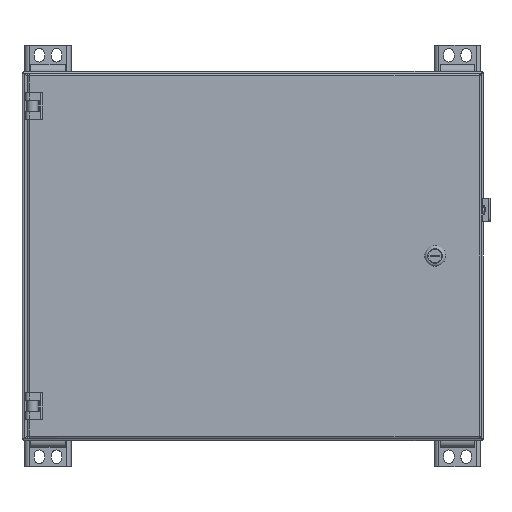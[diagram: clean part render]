
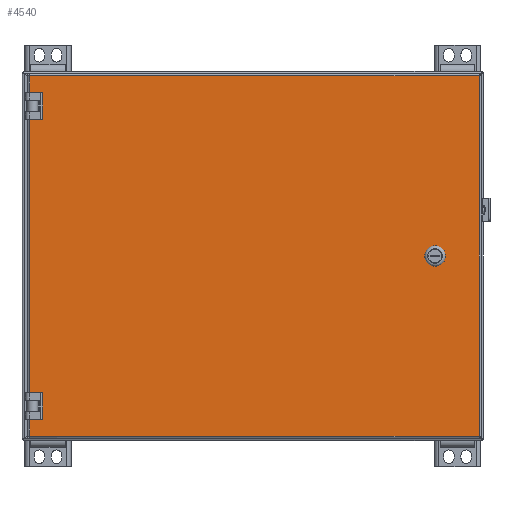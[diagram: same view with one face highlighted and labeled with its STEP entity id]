
A CAD part, front view. The second image highlights one B-rep face of the part: STEP entity #4540.
In plain terms, the highlighted planar face has unit normal (0, -1, 0).
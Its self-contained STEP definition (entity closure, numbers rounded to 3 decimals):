
#4540 = ADVANCED_FACE( '', ( #10486, #10487 ), #10488, .T. );
#10486 = FACE_BOUND( '', #24953, .T. );
#10487 = FACE_OUTER_BOUND( '', #24954, .T. );
#10488 = PLANE( '', #24955 );
#24953 = EDGE_LOOP( '', ( #61716, #61717, #61718, #61719 ) );
#24954 = EDGE_LOOP( '', ( #61720, #61721, #61722, #61723, #61724, #61725, #61726, #61727, #61728, #61729, #61730, #61731 ) );
#24955 = AXIS2_PLACEMENT_3D( '', #61732, #61733, #61734 );
#61716 = ORIENTED_EDGE( '', *, *, #84294, .F. );
#61717 = ORIENTED_EDGE( '', *, *, #82564, .F. );
#61718 = ORIENTED_EDGE( '', *, *, #82064, .F. );
#61719 = ORIENTED_EDGE( '', *, *, #84295, .F. );
#61720 = ORIENTED_EDGE( '', *, *, #84296, .F. );
#61721 = ORIENTED_EDGE( '', *, *, #84297, .F. );
#61722 = ORIENTED_EDGE( '', *, *, #84298, .F. );
#61723 = ORIENTED_EDGE( '', *, *, #84299, .F. );
#61724 = ORIENTED_EDGE( '', *, *, #84300, .F. );
#61725 = ORIENTED_EDGE( '', *, *, #84301, .F. );
#61726 = ORIENTED_EDGE( '', *, *, #82830, .F. );
#61727 = ORIENTED_EDGE( '', *, *, #84302, .T. );
#61728 = ORIENTED_EDGE( '', *, *, #84303, .F. );
#61729 = ORIENTED_EDGE( '', *, *, #83375, .F. );
#61730 = ORIENTED_EDGE( '', *, *, #84304, .F. );
#61731 = ORIENTED_EDGE( '', *, *, #84305, .F. );
#61732 = CARTESIAN_POINT( '', ( 0., 0., 0. ) );
#61733 = DIRECTION( '', ( 0., -1., 0. ) );
#61734 = DIRECTION( '', ( 0., 0., -1. ) );
#82064 = EDGE_CURVE( '', #90375, #90377, #90378, .T. );
#82564 = EDGE_CURVE( '', #90377, #91266, #91267, .T. );
#82830 = EDGE_CURVE( '', #91732, #91734, #91735, .T. );
#83375 = EDGE_CURVE( '', #92664, #92666, #92667, .T. );
#84294 = EDGE_CURVE( '', #91266, #94233, #94234, .T. );
#84295 = EDGE_CURVE( '', #94233, #90375, #94235, .T. );
#84296 = EDGE_CURVE( '', #94236, #94237, #94238, .T. );
#84297 = EDGE_CURVE( '', #94239, #94236, #94240, .T. );
#84298 = EDGE_CURVE( '', #94241, #94239, #94242, .T. );
#84299 = EDGE_CURVE( '', #94243, #94241, #94244, .T. );
#84300 = EDGE_CURVE( '', #91889, #94243, #94245, .T. );
#84301 = EDGE_CURVE( '', #91734, #91889, #94246, .T. );
#84302 = EDGE_CURVE( '', #91732, #94247, #94248, .T. );
#84303 = EDGE_CURVE( '', #92666, #94247, #94249, .T. );
#84304 = EDGE_CURVE( '', #94250, #92664, #94251, .T. );
#84305 = EDGE_CURVE( '', #94237, #94250, #94252, .T. );
#90375 = VERTEX_POINT( '', #102649 );
#90377 = VERTEX_POINT( '', #102652 );
#90378 = CIRCLE( '', #102653, 9.716 );
#91266 = VERTEX_POINT( '', #104758 );
#91267 = LINE( '', #104759, #104760 );
#91732 = VERTEX_POINT( '', #106046 );
#91734 = VERTEX_POINT( '', #106057 );
#91735 = LINE( '', #106058, #106059 );
#91889 = VERTEX_POINT( '', #106502 );
#92664 = VERTEX_POINT( '', #108227 );
#92666 = VERTEX_POINT( '', #108230 );
#92667 = LINE( '', #108231, #108232 );
#94233 = VERTEX_POINT( '', #113037 );
#94234 = CIRCLE( '', #113038, 9.716 );
#94235 = LINE( '', #113039, #113040 );
#94236 = VERTEX_POINT( '', #113041 );
#94237 = VERTEX_POINT( '', #113042 );
#94238 = LINE( '', #113043, #113044 );
#94239 = VERTEX_POINT( '', #113045 );
#94240 = LINE( '', #113046, #113047 );
#94241 = VERTEX_POINT( '', #113048 );
#94242 = LINE( '', #113049, #113050 );
#94243 = VERTEX_POINT( '', #113051 );
#94244 = LINE( '', #113052, #113053 );
#94245 = LINE( '', #113054, #113055 );
#94246 = LINE( '', #113056, #113057 );
#94247 = VERTEX_POINT( '', #113058 );
#94248 = LINE( '', #113059, #113060 );
#94249 = LINE( '', #113061, #113062 );
#94250 = VERTEX_POINT( '', #113063 );
#94251 = LINE( '', #113064, #113065 );
#94252 = LINE( '', #113066, #113067 );
#102649 = CARTESIAN_POINT( '', ( 190.706, 0., -5.322 ) );
#102652 = CARTESIAN_POINT( '', ( 206.962, 0., -5.322 ) );
#102653 = AXIS2_PLACEMENT_3D( '', #132383, #132384, #132385 );
#104758 = CARTESIAN_POINT( '', ( 206.962, 0., 5.322 ) );
#104759 = CARTESIAN_POINT( '', ( 206.962, 0., 5.322 ) );
#104760 = VECTOR( '', #132793, 1000. );
#106046 = CARTESIAN_POINT( '', ( 247.298, 0., 198.482 ) );
#106057 = CARTESIAN_POINT( '', ( 247.298, 0., -198.482 ) );
#106058 = CARTESIAN_POINT( '', ( 247.298, 0., 198.482 ) );
#106059 = VECTOR( '', #132978, 1000. );
#106502 = CARTESIAN_POINT( '', ( -247.298, 0., -198.482 ) );
#108227 = CARTESIAN_POINT( '', ( -235.131, 0., 175.412 ) );
#108230 = CARTESIAN_POINT( '', ( -247.298, 0., 175.412 ) );
#108231 = CARTESIAN_POINT( '', ( 0., 0., 175.412 ) );
#108232 = VECTOR( '', #133380, 1000. );
#113037 = CARTESIAN_POINT( '', ( 190.706, 0., 5.322 ) );
#113038 = AXIS2_PLACEMENT_3D( '', #133875, #133876, #133877 );
#113039 = CARTESIAN_POINT( '', ( 190.706, 0., 5.322 ) );
#113040 = VECTOR( '', #133878, 1000. );
#113041 = CARTESIAN_POINT( '', ( -247.298, 0., -154.788 ) );
#113042 = CARTESIAN_POINT( '', ( -247.298, 0., 154.788 ) );
#113043 = CARTESIAN_POINT( '', ( -247.298, 0., -198.482 ) );
#113044 = VECTOR( '', #133879, 1000. );
#113045 = CARTESIAN_POINT( '', ( -235.131, 0., -154.788 ) );
#113046 = CARTESIAN_POINT( '', ( 0., 0., -154.788 ) );
#113047 = VECTOR( '', #133880, 1000. );
#113048 = CARTESIAN_POINT( '', ( -235.131, 0., -175.412 ) );
#113049 = CARTESIAN_POINT( '', ( -235.131, 0., 0. ) );
#113050 = VECTOR( '', #133881, 1000. );
#113051 = CARTESIAN_POINT( '', ( -247.298, 0., -175.412 ) );
#113052 = CARTESIAN_POINT( '', ( 0., 0., -175.412 ) );
#113053 = VECTOR( '', #133882, 1000. );
#113054 = CARTESIAN_POINT( '', ( -247.298, 0., -198.482 ) );
#113055 = VECTOR( '', #133883, 1000. );
#113056 = CARTESIAN_POINT( '', ( 247.298, 0., -198.482 ) );
#113057 = VECTOR( '', #133884, 1000. );
#113058 = CARTESIAN_POINT( '', ( -247.298, 0., 198.482 ) );
#113059 = CARTESIAN_POINT( '', ( -247.298, 0., 198.482 ) );
#113060 = VECTOR( '', #133885, 1000. );
#113061 = CARTESIAN_POINT( '', ( -247.298, 0., -198.482 ) );
#113062 = VECTOR( '', #133886, 1000. );
#113063 = CARTESIAN_POINT( '', ( -235.131, 0., 154.788 ) );
#113064 = CARTESIAN_POINT( '', ( -235.131, 0., 330.2 ) );
#113065 = VECTOR( '', #133887, 1000. );
#113066 = CARTESIAN_POINT( '', ( 0., 0., 154.788 ) );
#113067 = VECTOR( '', #133888, 1000. );
#132383 = CARTESIAN_POINT( '', ( 198.834, 0., 0. ) );
#132384 = DIRECTION( '', ( 0., -1., 0. ) );
#132385 = DIRECTION( '', ( 1., 0., 0. ) );
#132793 = DIRECTION( '', ( 0., 0., 1. ) );
#132978 = DIRECTION( '', ( 0., 0., -1. ) );
#133380 = DIRECTION( '', ( -1., 0., 0. ) );
#133875 = CARTESIAN_POINT( '', ( 198.834, 0., 0. ) );
#133876 = DIRECTION( '', ( 0., -1., 0. ) );
#133877 = DIRECTION( '', ( 1., 0., 0. ) );
#133878 = DIRECTION( '', ( 0., 0., -1. ) );
#133879 = DIRECTION( '', ( 0., 0., 1. ) );
#133880 = DIRECTION( '', ( -1., 0., 0. ) );
#133881 = DIRECTION( '', ( 0., 0., 1. ) );
#133882 = DIRECTION( '', ( 1., 0., 0. ) );
#133883 = DIRECTION( '', ( 0., 0., 1. ) );
#133884 = DIRECTION( '', ( -1., 0., 0. ) );
#133885 = DIRECTION( '', ( -1., 0., 0. ) );
#133886 = DIRECTION( '', ( 0., 0., 1. ) );
#133887 = DIRECTION( '', ( 0., 0., 1. ) );
#133888 = DIRECTION( '', ( 1., 0., 0. ) );
